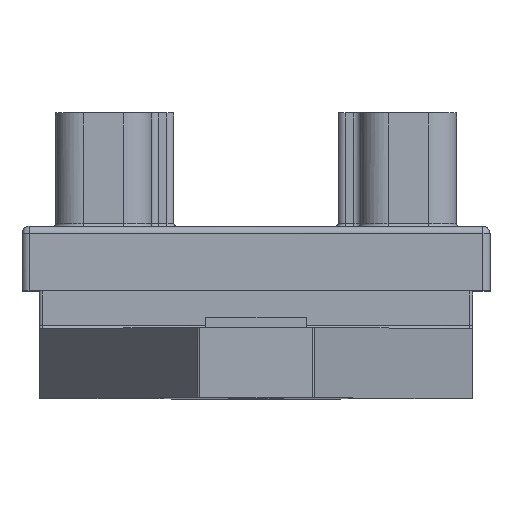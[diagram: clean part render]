
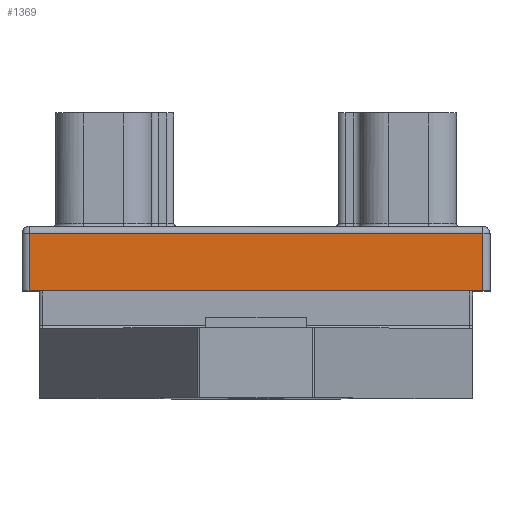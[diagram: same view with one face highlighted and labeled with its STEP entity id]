
A CAD part, top view. The second image highlights one B-rep face of the part: STEP entity #1369.
In plain terms, the highlighted free-form (B-spline) face has degree [1, 1] with [2, 2] control points.
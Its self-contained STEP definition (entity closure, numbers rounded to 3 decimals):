
#1287 = VERTEX_POINT('',#1288);
#1288 = CARTESIAN_POINT('',(36.716,17.372,
    15.943));
#1294 = EDGE_CURVE('',#1295,#1287,#1297,.T.);
#1295 = VERTEX_POINT('',#1296);
#1296 = CARTESIAN_POINT('',(-36.716,17.372,
    15.943));
#1297 = B_SPLINE_CURVE_WITH_KNOTS('',1,(#1298,#1299),.UNSPECIFIED.,.F.,
  .F.,(2,2),(1.27,83.515),.PIECEWISE_BEZIER_KNOTS.);
#1298 = CARTESIAN_POINT('',(-36.716,17.372,
    15.943));
#1299 = CARTESIAN_POINT('',(36.716,17.372,
    15.943));
#1369 = ADVANCED_FACE('',(#1370),#1392,.T.);
#1370 = FACE_BOUND('',#1371,.T.);
#1371 = EDGE_LOOP('',(#1372,#1381,#1386,#1387));
#1372 = ORIENTED_EDGE('',*,*,#1373,.T.);
#1373 = EDGE_CURVE('',#1374,#1376,#1378,.T.);
#1374 = VERTEX_POINT('',#1375);
#1375 = CARTESIAN_POINT('',(36.716,26.67,
    15.943));
#1376 = VERTEX_POINT('',#1377);
#1377 = CARTESIAN_POINT('',(-36.716,26.67,
    15.943));
#1378 = B_SPLINE_CURVE_WITH_KNOTS('',1,(#1379,#1380),.UNSPECIFIED.,.F.,
  .F.,(2,2),(-83.515,-1.27),.PIECEWISE_BEZIER_KNOTS.);
#1379 = CARTESIAN_POINT('',(36.716,26.67,
    15.943));
#1380 = CARTESIAN_POINT('',(-36.716,26.67,
    15.943));
#1381 = ORIENTED_EDGE('',*,*,#1382,.T.);
#1382 = EDGE_CURVE('',#1376,#1295,#1383,.T.);
#1383 = B_SPLINE_CURVE_WITH_KNOTS('',1,(#1384,#1385),.UNSPECIFIED.,.F.,
  .F.,(2,2),(-10.414,0.),.PIECEWISE_BEZIER_KNOTS.);
#1384 = CARTESIAN_POINT('',(-36.716,26.67,
    15.943));
#1385 = CARTESIAN_POINT('',(-36.716,17.372,
    15.943));
#1386 = ORIENTED_EDGE('',*,*,#1294,.T.);
#1387 = ORIENTED_EDGE('',*,*,#1388,.T.);
#1388 = EDGE_CURVE('',#1287,#1374,#1389,.T.);
#1389 = B_SPLINE_CURVE_WITH_KNOTS('',1,(#1390,#1391),.UNSPECIFIED.,.F.,
  .F.,(2,2),(0.,10.414),.PIECEWISE_BEZIER_KNOTS.);
#1390 = CARTESIAN_POINT('',(36.716,17.372,
    15.943));
#1391 = CARTESIAN_POINT('',(36.716,26.67,
    15.943));
#1392 = B_SPLINE_SURFACE_WITH_KNOTS('',1,1,(
    (#1393,#1394)
    ,(#1395,#1396
  )),.UNSPECIFIED.,.F.,.F.,.F.,(2,2),(2,2),(1.27,83.515),(0.,10.414),
  .PIECEWISE_BEZIER_KNOTS.);
#1393 = CARTESIAN_POINT('',(-36.716,17.372,
    15.943));
#1394 = CARTESIAN_POINT('',(-36.716,26.67,
    15.943));
#1395 = CARTESIAN_POINT('',(36.716,17.372,
    15.943));
#1396 = CARTESIAN_POINT('',(36.716,26.67,
    15.943));
